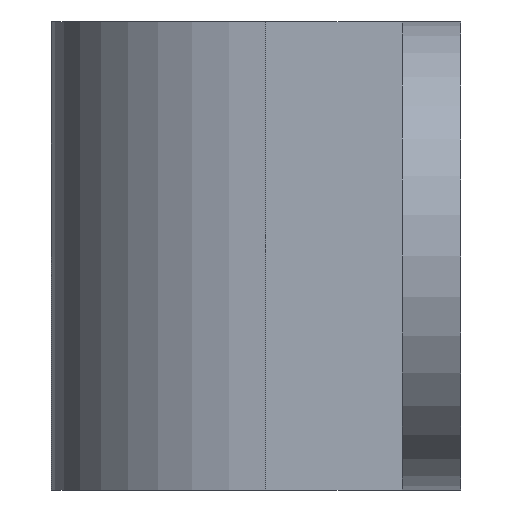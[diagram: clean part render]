
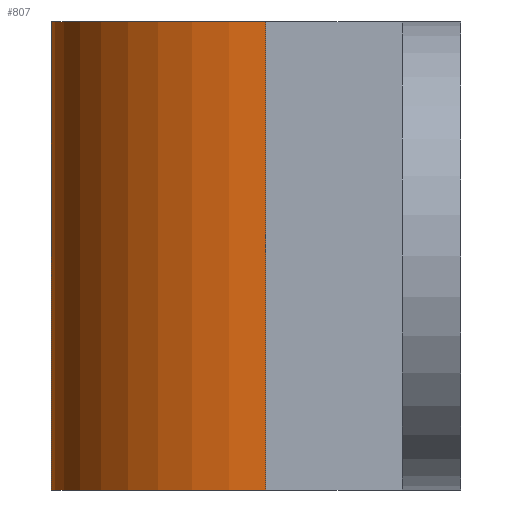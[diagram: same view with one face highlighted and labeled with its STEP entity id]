
A CAD part, left-side view. The second image highlights one B-rep face of the part: STEP entity #807.
In plain terms, the highlighted cylindrical face has radius 5.5 mm (diameter 11 mm), a partial arc.
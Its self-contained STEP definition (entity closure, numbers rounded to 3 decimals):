
#13 = EDGE_CURVE ( 'NONE', #817, #388, #144, .T. ) ;
#25 = DIRECTION ( 'NONE',  ( -1., 0., 0. ) ) ;
#77 = AXIS2_PLACEMENT_3D ( 'NONE', #546, #733, #737 ) ;
#99 = CARTESIAN_POINT ( 'NONE',  ( -5.5, 5., 6. ) ) ;
#136 = CARTESIAN_POINT ( 'NONE',  ( -5.5, 5., 6. ) ) ;
#144 = LINE ( 'NONE', #136, #170 ) ;
#170 = VECTOR ( 'NONE', #415, 1000. ) ;
#181 = CARTESIAN_POINT ( 'NONE',  ( 5.5, 5., 6. ) ) ;
#191 = ORIENTED_EDGE ( 'NONE', *, *, #218, .T. ) ;
#204 = ORIENTED_EDGE ( 'NONE', *, *, #514, .T. ) ;
#218 = EDGE_CURVE ( 'NONE', #302, #277, #515, .T. ) ;
#232 = CARTESIAN_POINT ( 'NONE',  ( 5.5, 5., -6. ) ) ;
#255 = DIRECTION ( 'NONE',  ( 0., 0., 1. ) ) ;
#261 = CYLINDRICAL_SURFACE ( 'NONE', #77, 5.5 ) ;
#277 = VERTEX_POINT ( 'NONE', #232 ) ;
#287 = EDGE_CURVE ( 'NONE', #302, #817, #390, .T. ) ;
#300 = CARTESIAN_POINT ( 'NONE',  ( 5.5, 5., 6. ) ) ;
#302 = VERTEX_POINT ( 'NONE', #300 ) ;
#388 = VERTEX_POINT ( 'NONE', #697 ) ;
#390 = CIRCLE ( 'NONE', #806, 5.5 ) ;
#391 = CIRCLE ( 'NONE', #438, 5.5 ) ;
#415 = DIRECTION ( 'NONE',  ( 0., 0., -1. ) ) ;
#436 = VECTOR ( 'NONE', #447, 1000. ) ;
#438 = AXIS2_PLACEMENT_3D ( 'NONE', #608, #255, #906 ) ;
#447 = DIRECTION ( 'NONE',  ( 0., 0., -1. ) ) ;
#467 = ORIENTED_EDGE ( 'NONE', *, *, #287, .F. ) ;
#514 = EDGE_CURVE ( 'NONE', #277, #388, #391, .T. ) ;
#515 = LINE ( 'NONE', #181, #436 ) ;
#541 = FACE_OUTER_BOUND ( 'NONE', #669, .T. ) ;
#546 = CARTESIAN_POINT ( 'NONE',  ( 0., 5., 6. ) ) ;
#608 = CARTESIAN_POINT ( 'NONE',  ( 0., 5., -6. ) ) ;
#660 = DIRECTION ( 'NONE',  ( 0., 0., 1. ) ) ;
#669 = EDGE_LOOP ( 'NONE', ( #204, #689, #467, #191 ) ) ;
#680 = CARTESIAN_POINT ( 'NONE',  ( 0., 5., 6. ) ) ;
#689 = ORIENTED_EDGE ( 'NONE', *, *, #13, .F. ) ;
#697 = CARTESIAN_POINT ( 'NONE',  ( -5.5, 5., -6. ) ) ;
#733 = DIRECTION ( 'NONE',  ( 0., 0., -1. ) ) ;
#737 = DIRECTION ( 'NONE',  ( -1., 0., 0. ) ) ;
#806 = AXIS2_PLACEMENT_3D ( 'NONE', #680, #660, #25 ) ;
#807 = ADVANCED_FACE ( 'NONE', ( #541 ), #261, .T. ) ;
#817 = VERTEX_POINT ( 'NONE', #99 ) ;
#906 = DIRECTION ( 'NONE',  ( 1., 0., 0. ) ) ;
